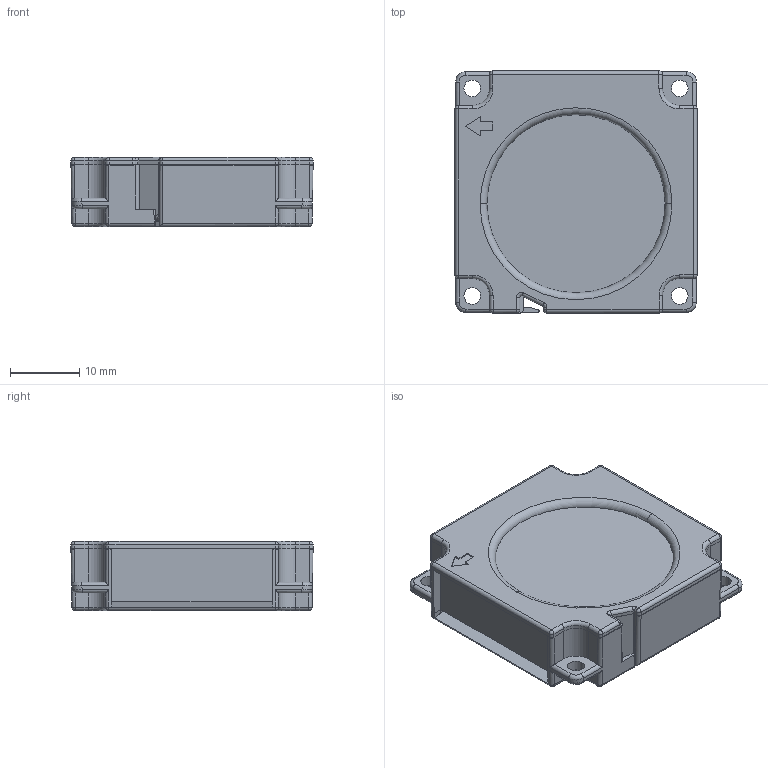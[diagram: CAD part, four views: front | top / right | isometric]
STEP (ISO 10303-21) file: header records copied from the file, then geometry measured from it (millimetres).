
FILE_DESCRIPTION((''),'2;1');
FILE_NAME('BFB03505HHA-C_ASM','2017-07-11T',('WEIJE.CHEN'),(''),'PRO/ENGINEER BY PARAMETRIC TECHNOLOGY CORPORATION, 2009360','PRO/ENGINEER BY PARAMETRIC TECHNOLOGY CORPORATION, 2009360','');
FILE_SCHEMA(('CONFIG_CONTROL_DESIGN'));
Length unit declared in the file: millimetre
Products named in the file (3): 410020620000_2; 3_5CM-FRAME_BEFORE__AF1; BFB03505HHA-C_ASM
Assembly tree (2 placements, depth 2):
  BFB03505HHA-C_ASM
    410020620000_2
    3_5CM-FRAME_BEFORE__AF1
Bounding box: 35 x 35 x 10 mm (x, y, z)
Volume: 9946.1 mm3; surface area: 6694.7 mm2
Topology: 2 solids, 3 shells, 503 faces, 1351 edges, 854 vertices
Faces by surface type: cylinder 201, plane 188, torus 46, cone 37, sphere 18, extrusion 9, bspline 4
Entity records: 16467 total; most frequent: CARTESIAN_POINT 3702, DIRECTION 2707, ORIENTED_EDGE 2666, EDGE_CURVE 1333, AXIS2_PLACEMENT_3D 994, VERTEX_POINT 854, VECTOR 719, LINE 710
